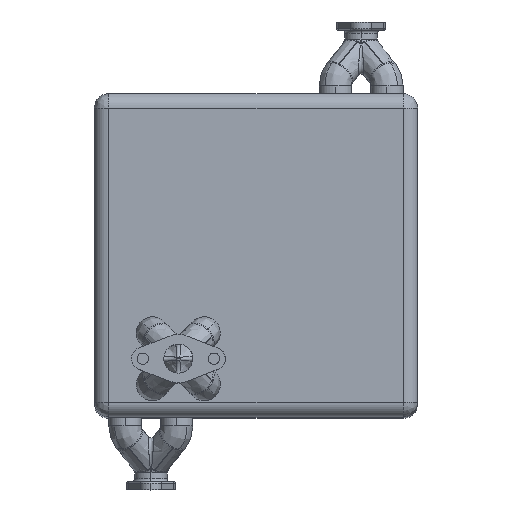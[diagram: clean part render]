
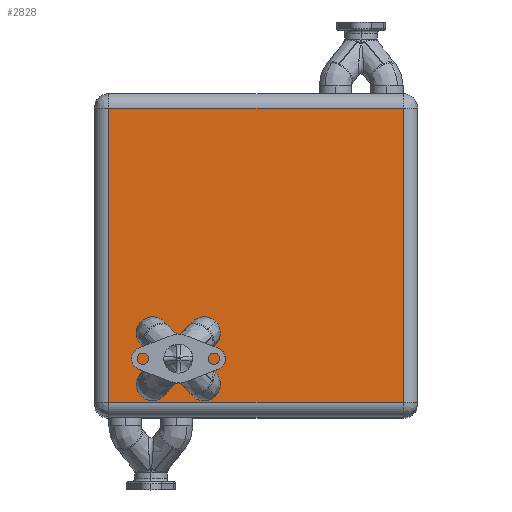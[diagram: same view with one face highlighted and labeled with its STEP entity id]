
A CAD part, top view. The second image highlights one B-rep face of the part: STEP entity #2828.
In plain terms, the highlighted free-form (B-spline) face has degree [1, 1] with [2, 2] control points.
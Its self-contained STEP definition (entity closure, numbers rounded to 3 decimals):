
#626 = VERTEX_POINT('',#627);
#627 = CARTESIAN_POINT('',(-67.336,-44.276,
    238.906));
#645 = VERTEX_POINT('',#646);
#646 = CARTESIAN_POINT('',(-50.733,-44.276,
    238.906));
#651 = EDGE_CURVE('',#626,#645,#652,.T.);
#652 = ( BOUNDED_CURVE() B_SPLINE_CURVE(2,(#653,#654,#655,#656,#657),
.UNSPECIFIED.,.F.,.F.) B_SPLINE_CURVE_WITH_KNOTS((3,2,3),(3.142,
4.712,6.283),.PIECEWISE_BEZIER_KNOTS.) CURVE() 
GEOMETRIC_REPRESENTATION_ITEM() RATIONAL_B_SPLINE_CURVE((1.,
0.707,1.,0.707,1.)) REPRESENTATION_ITEM('') );
#653 = CARTESIAN_POINT('',(-67.336,-44.276,
    238.906));
#654 = CARTESIAN_POINT('',(-67.336,-52.578,
    238.906));
#655 = CARTESIAN_POINT('',(-59.035,-52.578,
    238.906));
#656 = CARTESIAN_POINT('',(-50.733,-52.578,
    238.906));
#657 = CARTESIAN_POINT('',(-50.733,-44.276,
    238.906));
#674 = VERTEX_POINT('',#675);
#675 = CARTESIAN_POINT('',(-37.819,-73.793,
    238.906));
#707 = VERTEX_POINT('',#708);
#708 = CARTESIAN_POINT('',(-21.216,-73.793,
    238.906));
#713 = EDGE_CURVE('',#674,#707,#714,.T.);
#714 = ( BOUNDED_CURVE() B_SPLINE_CURVE(2,(#715,#716,#717,#718,#719),
.UNSPECIFIED.,.F.,.F.) B_SPLINE_CURVE_WITH_KNOTS((3,2,3),(3.142,
4.712,6.283),.PIECEWISE_BEZIER_KNOTS.) CURVE() 
GEOMETRIC_REPRESENTATION_ITEM() RATIONAL_B_SPLINE_CURVE((1.,
0.707,1.,0.707,1.)) REPRESENTATION_ITEM('') );
#715 = CARTESIAN_POINT('',(-37.819,-73.793,
    238.906));
#716 = CARTESIAN_POINT('',(-37.819,-82.095,
    238.906));
#717 = CARTESIAN_POINT('',(-29.517,-82.095,
    238.906));
#718 = CARTESIAN_POINT('',(-21.216,-82.095,
    238.906));
#719 = CARTESIAN_POINT('',(-21.216,-73.793,
    238.906));
#736 = VERTEX_POINT('',#737);
#737 = CARTESIAN_POINT('',(-67.336,-73.793,
    238.906));
#769 = VERTEX_POINT('',#770);
#770 = CARTESIAN_POINT('',(-50.733,-73.793,
    238.906));
#775 = EDGE_CURVE('',#736,#769,#776,.T.);
#776 = ( BOUNDED_CURVE() B_SPLINE_CURVE(2,(#777,#778,#779,#780,#781),
.UNSPECIFIED.,.F.,.F.) B_SPLINE_CURVE_WITH_KNOTS((3,2,3),(3.142,
4.712,6.283),.PIECEWISE_BEZIER_KNOTS.) CURVE() 
GEOMETRIC_REPRESENTATION_ITEM() RATIONAL_B_SPLINE_CURVE((1.,
0.707,1.,0.707,1.)) REPRESENTATION_ITEM('') );
#777 = CARTESIAN_POINT('',(-67.336,-73.793,
    238.906));
#778 = CARTESIAN_POINT('',(-67.336,-82.095,
    238.906));
#779 = CARTESIAN_POINT('',(-59.035,-82.095,
    238.906));
#780 = CARTESIAN_POINT('',(-50.733,-82.095,
    238.906));
#781 = CARTESIAN_POINT('',(-50.733,-73.793,
    238.906));
#798 = VERTEX_POINT('',#799);
#799 = CARTESIAN_POINT('',(-37.819,-44.276,
    238.906));
#817 = VERTEX_POINT('',#818);
#818 = CARTESIAN_POINT('',(-21.216,-44.276,
    238.906));
#823 = EDGE_CURVE('',#798,#817,#824,.T.);
#824 = ( BOUNDED_CURVE() B_SPLINE_CURVE(2,(#825,#826,#827,#828,#829),
.UNSPECIFIED.,.F.,.F.) B_SPLINE_CURVE_WITH_KNOTS((3,2,3),(3.142,
4.712,6.283),.PIECEWISE_BEZIER_KNOTS.) CURVE() 
GEOMETRIC_REPRESENTATION_ITEM() RATIONAL_B_SPLINE_CURVE((1.,
0.707,1.,0.707,1.)) REPRESENTATION_ITEM('') );
#825 = CARTESIAN_POINT('',(-37.819,-44.276,
    238.906));
#826 = CARTESIAN_POINT('',(-37.819,-52.578,
    238.906));
#827 = CARTESIAN_POINT('',(-29.517,-52.578,
    238.906));
#828 = CARTESIAN_POINT('',(-21.216,-52.578,
    238.906));
#829 = CARTESIAN_POINT('',(-21.216,-44.276,
    238.906));
#2713 = EDGE_CURVE('',#817,#798,#2714,.T.);
#2714 = ( BOUNDED_CURVE() B_SPLINE_CURVE(2,(#2715,#2716,#2717,#2718,
#2719),.UNSPECIFIED.,.F.,.F.) B_SPLINE_CURVE_WITH_KNOTS((3,2,3),(0.,
1.571,3.142),.PIECEWISE_BEZIER_KNOTS.) CURVE() 
GEOMETRIC_REPRESENTATION_ITEM() RATIONAL_B_SPLINE_CURVE((1.,
0.707,1.,0.707,1.)) REPRESENTATION_ITEM('') );
#2715 = CARTESIAN_POINT('',(-21.216,-44.276,
    238.906));
#2716 = CARTESIAN_POINT('',(-21.216,-35.974,
    238.906));
#2717 = CARTESIAN_POINT('',(-29.517,-35.974,
    238.906));
#2718 = CARTESIAN_POINT('',(-37.819,-35.974,
    238.906));
#2719 = CARTESIAN_POINT('',(-37.819,-44.276,
    238.906));
#2745 = EDGE_CURVE('',#769,#736,#2746,.T.);
#2746 = ( BOUNDED_CURVE() B_SPLINE_CURVE(2,(#2747,#2748,#2749,#2750,
#2751),.UNSPECIFIED.,.F.,.F.) B_SPLINE_CURVE_WITH_KNOTS((3,2,3),(0.,
1.571,3.142),.PIECEWISE_BEZIER_KNOTS.) CURVE() 
GEOMETRIC_REPRESENTATION_ITEM() RATIONAL_B_SPLINE_CURVE((1.,
0.707,1.,0.707,1.)) REPRESENTATION_ITEM('') );
#2747 = CARTESIAN_POINT('',(-50.733,-73.793,
    238.906));
#2748 = CARTESIAN_POINT('',(-50.733,-65.492,
    238.906));
#2749 = CARTESIAN_POINT('',(-59.035,-65.492,
    238.906));
#2750 = CARTESIAN_POINT('',(-67.336,-65.492,
    238.906));
#2751 = CARTESIAN_POINT('',(-67.336,-73.793,
    238.906));
#2777 = EDGE_CURVE('',#707,#674,#2778,.T.);
#2778 = ( BOUNDED_CURVE() B_SPLINE_CURVE(2,(#2779,#2780,#2781,#2782,
#2783),.UNSPECIFIED.,.F.,.F.) B_SPLINE_CURVE_WITH_KNOTS((3,2,3),(0.,
1.571,3.142),.PIECEWISE_BEZIER_KNOTS.) CURVE() 
GEOMETRIC_REPRESENTATION_ITEM() RATIONAL_B_SPLINE_CURVE((1.,
0.707,1.,0.707,1.)) REPRESENTATION_ITEM('') );
#2779 = CARTESIAN_POINT('',(-21.216,-73.793,
    238.906));
#2780 = CARTESIAN_POINT('',(-21.216,-65.492,
    238.906));
#2781 = CARTESIAN_POINT('',(-29.517,-65.492,
    238.906));
#2782 = CARTESIAN_POINT('',(-37.819,-65.492,
    238.906));
#2783 = CARTESIAN_POINT('',(-37.819,-73.793,
    238.906));
#2809 = EDGE_CURVE('',#645,#626,#2810,.T.);
#2810 = ( BOUNDED_CURVE() B_SPLINE_CURVE(2,(#2811,#2812,#2813,#2814,
#2815),.UNSPECIFIED.,.F.,.F.) B_SPLINE_CURVE_WITH_KNOTS((3,2,3),(0.,
1.571,3.142),.PIECEWISE_BEZIER_KNOTS.) CURVE() 
GEOMETRIC_REPRESENTATION_ITEM() RATIONAL_B_SPLINE_CURVE((1.,
0.707,1.,0.707,1.)) REPRESENTATION_ITEM('') );
#2811 = CARTESIAN_POINT('',(-50.733,-44.276,
    238.906));
#2812 = CARTESIAN_POINT('',(-50.733,-35.974,
    238.906));
#2813 = CARTESIAN_POINT('',(-59.035,-35.974,
    238.906));
#2814 = CARTESIAN_POINT('',(-67.336,-35.974,
    238.906));
#2815 = CARTESIAN_POINT('',(-67.336,-44.276,
    238.906));
#2828 = ADVANCED_FACE('',(#2829,#2859,#2863,#2867,#2871),#2875,.T.);
#2829 = FACE_BOUND('',#2830,.T.);
#2830 = EDGE_LOOP('',(#2831,#2840,#2847,#2854));
#2831 = ORIENTED_EDGE('',*,*,#2832,.T.);
#2832 = EDGE_CURVE('',#2833,#2835,#2837,.T.);
#2833 = VERTEX_POINT('',#2834);
#2834 = CARTESIAN_POINT('',(-83.94,-83.94,
    238.906));
#2835 = VERTEX_POINT('',#2836);
#2836 = CARTESIAN_POINT('',(83.94,-83.94,
    238.906));
#2837 = B_SPLINE_CURVE_WITH_KNOTS('',1,(#2838,#2839),.UNSPECIFIED.,.F.,
  .F.,(2,2),(-191.,-9.),.PIECEWISE_BEZIER_KNOTS.);
#2838 = CARTESIAN_POINT('',(-83.94,-83.94,
    238.906));
#2839 = CARTESIAN_POINT('',(83.94,-83.94,
    238.906));
#2840 = ORIENTED_EDGE('',*,*,#2841,.T.);
#2841 = EDGE_CURVE('',#2835,#2842,#2844,.T.);
#2842 = VERTEX_POINT('',#2843);
#2843 = CARTESIAN_POINT('',(83.94,83.94,
    238.906));
#2844 = B_SPLINE_CURVE_WITH_KNOTS('',1,(#2845,#2846),.UNSPECIFIED.,.F.,
  .F.,(2,2),(-191.,-9.),.PIECEWISE_BEZIER_KNOTS.);
#2845 = CARTESIAN_POINT('',(83.94,-83.94,
    238.906));
#2846 = CARTESIAN_POINT('',(83.94,83.94,
    238.906));
#2847 = ORIENTED_EDGE('',*,*,#2848,.T.);
#2848 = EDGE_CURVE('',#2842,#2849,#2851,.T.);
#2849 = VERTEX_POINT('',#2850);
#2850 = CARTESIAN_POINT('',(-83.94,83.94,
    238.906));
#2851 = B_SPLINE_CURVE_WITH_KNOTS('',1,(#2852,#2853),.UNSPECIFIED.,.F.,
  .F.,(2,2),(-191.,-9.),.PIECEWISE_BEZIER_KNOTS.);
#2852 = CARTESIAN_POINT('',(83.94,83.94,
    238.906));
#2853 = CARTESIAN_POINT('',(-83.94,83.94,
    238.906));
#2854 = ORIENTED_EDGE('',*,*,#2855,.T.);
#2855 = EDGE_CURVE('',#2849,#2833,#2856,.T.);
#2856 = B_SPLINE_CURVE_WITH_KNOTS('',1,(#2857,#2858),.UNSPECIFIED.,.F.,
  .F.,(2,2),(-191.,-9.),.PIECEWISE_BEZIER_KNOTS.);
#2857 = CARTESIAN_POINT('',(-83.94,83.94,
    238.906));
#2858 = CARTESIAN_POINT('',(-83.94,-83.94,
    238.906));
#2859 = FACE_BOUND('',#2860,.T.);
#2860 = EDGE_LOOP('',(#2861,#2862));
#2861 = ORIENTED_EDGE('',*,*,#713,.F.);
#2862 = ORIENTED_EDGE('',*,*,#2777,.F.);
#2863 = FACE_BOUND('',#2864,.T.);
#2864 = EDGE_LOOP('',(#2865,#2866));
#2865 = ORIENTED_EDGE('',*,*,#775,.F.);
#2866 = ORIENTED_EDGE('',*,*,#2745,.F.);
#2867 = FACE_BOUND('',#2868,.T.);
#2868 = EDGE_LOOP('',(#2869,#2870));
#2869 = ORIENTED_EDGE('',*,*,#823,.F.);
#2870 = ORIENTED_EDGE('',*,*,#2713,.F.);
#2871 = FACE_BOUND('',#2872,.T.);
#2872 = EDGE_LOOP('',(#2873,#2874));
#2873 = ORIENTED_EDGE('',*,*,#651,.F.);
#2874 = ORIENTED_EDGE('',*,*,#2809,.F.);
#2875 = B_SPLINE_SURFACE_WITH_KNOTS('',1,1,(
    (#2876,#2877)
    ,(#2878,#2879
    )),.UNSPECIFIED.,.F.,.F.,.F.,(2,2),(2,2),(-91.,91.),(-91.,91.),
  .PIECEWISE_BEZIER_KNOTS.);
#2876 = CARTESIAN_POINT('',(-83.94,-83.94,
    238.906));
#2877 = CARTESIAN_POINT('',(-83.94,83.94,
    238.906));
#2878 = CARTESIAN_POINT('',(83.94,-83.94,
    238.906));
#2879 = CARTESIAN_POINT('',(83.94,83.94,
    238.906));
